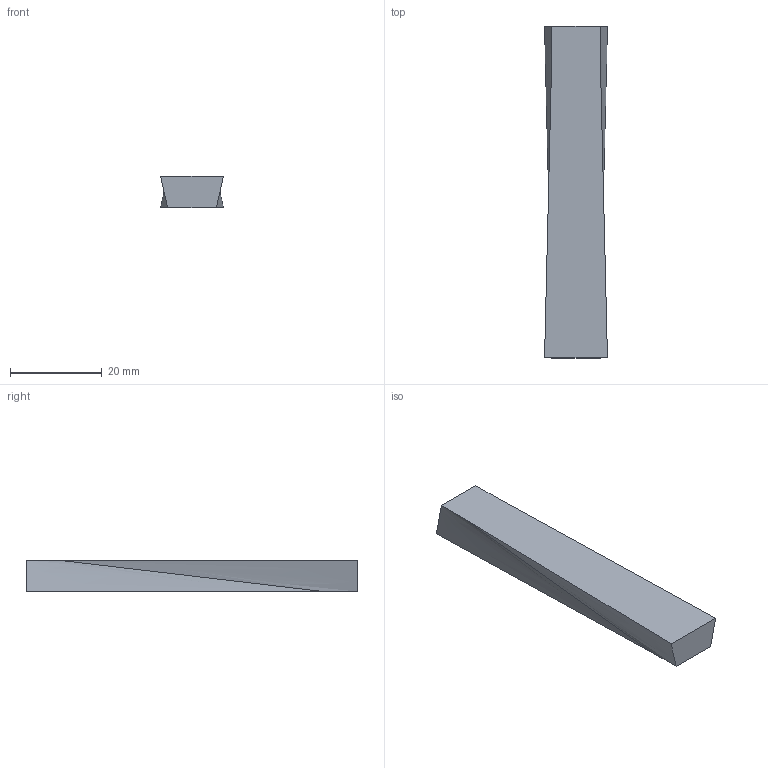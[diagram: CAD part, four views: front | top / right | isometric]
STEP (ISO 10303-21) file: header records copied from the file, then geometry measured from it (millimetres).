
FILE_DESCRIPTION(('HOOPS Exchange Step'),'2;1');
FILE_NAME('temp_export','2024-07-29T10:22:34+08:00',('sharma21'),('Shapr3D Limited'),'HOOPS Exchange 2024.2','Shapr3D','Authorized');
FILE_SCHEMA( ('AUTOMOTIVE_DESIGN { 1 0 10303 214 1 1 1 1 }') );
Length unit declared in the file: millimetre
Products named in the file (1): root
Bounding box: 13.73 x 72.48 x 6.8 mm (x, y, z)
Volume: 5722.5 mm3; surface area: 2914.7 mm2
Topology: 1 solids, 1 shells, 8 faces, 18 edges, 12 vertices
Faces by surface type: plane 4, bspline 4
Entity records: 262 total; most frequent: CARTESIAN_POINT 67, ORIENTED_EDGE 36, DIRECTION 28, VECTOR 18, LINE 18, EDGE_CURVE 18, VERTEX_POINT 12, EDGE_LOOP 8
